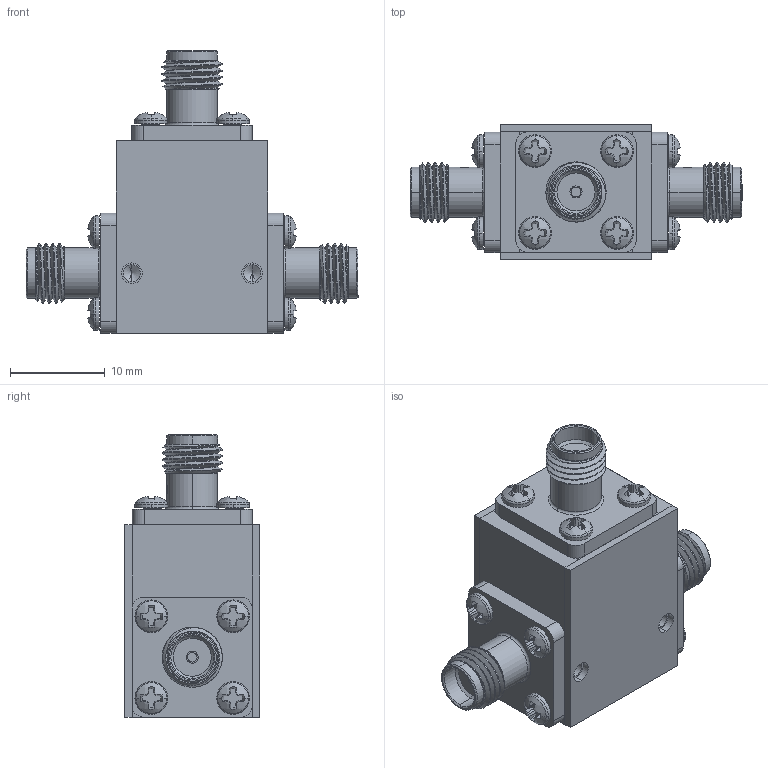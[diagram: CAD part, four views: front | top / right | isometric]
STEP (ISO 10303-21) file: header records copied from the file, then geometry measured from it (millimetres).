
FILE_DESCRIPTION (( 'STEP AP214' ), '1' );
FILE_NAME ('FMCR1011.STEP', '2018-01-25T16:00:40', ( '' ), ( '' ), 'SwSTEP 2.0', 'SolidWorks 2017', '' );
FILE_SCHEMA (( 'AUTOMOTIVE_DESIGN' ));
Length unit declared in the file: inch
Products named in the file (1): FMCR1011
Bounding box: 35.05 x 14.27 x 29.84 mm (x, y, z)
Volume: 5893.4 mm3; surface area: 5086.7 mm2
Topology: 30 solids, 30 shells, 1388 faces, 3661 edges, 2411 vertices
Faces by surface type: plane 649, cylinder 327, bspline 278, cone 128, torus 6
Entity records: 86053 total; most frequent: CARTESIAN_POINT 37017, ORIENTED_EDGE 7306, DIRECTION 5280, EDGE_CURVE 3653, VERTEX_POINT 2411, LINE 1862, VECTOR 1862, AXIS2_PLACEMENT_3D 1709
